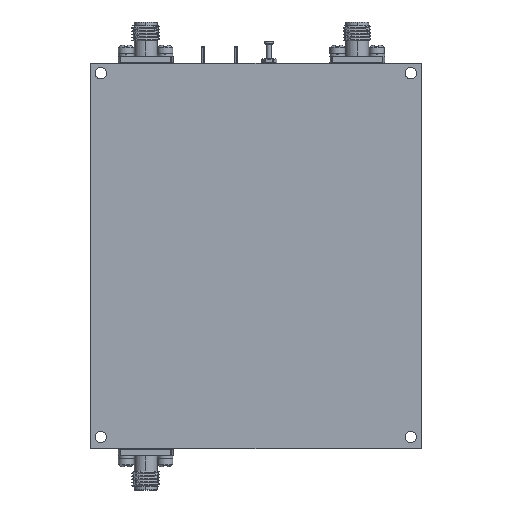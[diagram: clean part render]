
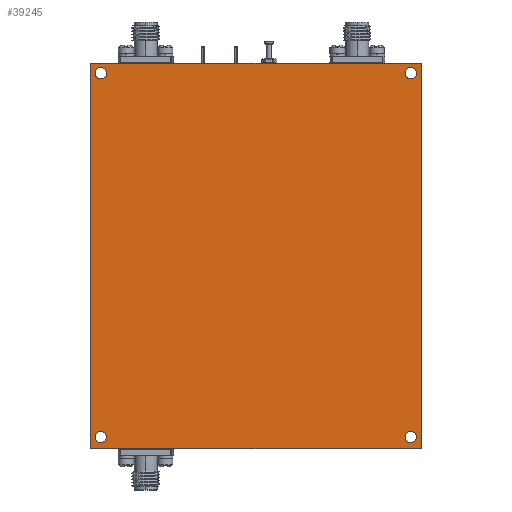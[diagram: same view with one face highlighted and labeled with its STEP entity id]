
A CAD part, front view. The second image highlights one B-rep face of the part: STEP entity #39245.
In plain terms, the highlighted planar face has unit normal (0, -1, 0).
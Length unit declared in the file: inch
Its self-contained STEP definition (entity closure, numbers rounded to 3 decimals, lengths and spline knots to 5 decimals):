
#228 = ORIENTED_EDGE ( 'NONE', *, *, #25679, .T. ) ;
#402 = CARTESIAN_POINT ( 'NONE',  ( -1.4095, 0., -1.5915 ) ) ;
#693 = VECTOR ( 'NONE', #32256, 39.37008 ) ;
#696 = VECTOR ( 'NONE', #58722, 39.37008 ) ;
#1225 = VERTEX_POINT ( 'NONE', #63261 ) ;
#1237 = PLANE ( 'NONE',  #29295 ) ;
#1252 = AXIS2_PLACEMENT_3D ( 'NONE', #52432, #52081, #23968 ) ;
#1577 = FACE_BOUND ( 'NONE', #19491, .T. ) ;
#1763 = CARTESIAN_POINT ( 'NONE',  ( 1.5005, 0., 1.7505 ) ) ;
#3166 = ORIENTED_EDGE ( 'NONE', *, *, #21093, .F. ) ;
#4880 = LINE ( 'NONE', #62185, #693 ) ;
#5158 = EDGE_LOOP ( 'NONE', ( #228, #20033 ) ) ;
#6018 = AXIS2_PLACEMENT_3D ( 'NONE', #65959, #9387, #15286 ) ;
#7513 = DIRECTION ( 'NONE',  ( 0., 0., -1. ) ) ;
#7962 = ORIENTED_EDGE ( 'NONE', *, *, #59204, .F. ) ;
#9382 = VERTEX_POINT ( 'NONE', #40561 ) ;
#9387 = DIRECTION ( 'NONE',  ( 0., 1., 0. ) ) ;
#10292 = CARTESIAN_POINT ( 'NONE',  ( -1.4095, 0., -1.6955 ) ) ;
#10315 = VERTEX_POINT ( 'NONE', #16476 ) ;
#10607 = LINE ( 'NONE', #55002, #34635 ) ;
#11726 = CARTESIAN_POINT ( 'NONE',  ( 1.4065, 0., -1.6435 ) ) ;
#12170 = LINE ( 'NONE', #1763, #696 ) ;
#12919 = CARTESIAN_POINT ( 'NONE',  ( 1.4065, 0., 1.6605 ) ) ;
#13326 = CIRCLE ( 'NONE', #67603, 0.052 ) ;
#14029 = EDGE_CURVE ( 'NONE', #46592, #68297, #4880, .T. ) ;
#14301 = EDGE_CURVE ( 'NONE', #60077, #27947, #69722, .T. ) ;
#15286 = DIRECTION ( 'NONE',  ( 0., 0., 1. ) ) ;
#16165 = DIRECTION ( 'NONE',  ( 0., 1., 0. ) ) ;
#16476 = CARTESIAN_POINT ( 'NONE',  ( 1.4065, 0., -1.5915 ) ) ;
#17122 = ORIENTED_EDGE ( 'NONE', *, *, #66233, .T. ) ;
#18618 = EDGE_LOOP ( 'NONE', ( #17122, #22204 ) ) ;
#18681 = ORIENTED_EDGE ( 'NONE', *, *, #63402, .F. ) ;
#19170 = DIRECTION ( 'NONE',  ( 0., 0., 1. ) ) ;
#19491 = EDGE_LOOP ( 'NONE', ( #47015, #43617 ) ) ;
#19861 = CARTESIAN_POINT ( 'NONE',  ( 1.4065, 0., 1.7125 ) ) ;
#20033 = ORIENTED_EDGE ( 'NONE', *, *, #64590, .T. ) ;
#21093 = EDGE_CURVE ( 'NONE', #40264, #46592, #12170, .T. ) ;
#21751 = VERTEX_POINT ( 'NONE', #62464 ) ;
#22043 = DIRECTION ( 'NONE',  ( 0., 1., 0. ) ) ;
#22204 = ORIENTED_EDGE ( 'NONE', *, *, #36707, .T. ) ;
#22462 = VECTOR ( 'NONE', #47644, 39.37008 ) ;
#22785 = DIRECTION ( 'NONE',  ( 0., 0., 1. ) ) ;
#23176 = CARTESIAN_POINT ( 'NONE',  ( -1.4095, 0., 1.6605 ) ) ;
#23806 = DIRECTION ( 'NONE',  ( 0., -1., 0. ) ) ;
#23968 = DIRECTION ( 'NONE',  ( 0., 0., 1. ) ) ;
#24570 = FACE_BOUND ( 'NONE', #18618, .T. ) ;
#25679 = EDGE_CURVE ( 'NONE', #43809, #10315, #43305, .T. ) ;
#27910 = CARTESIAN_POINT ( 'NONE',  ( 1.4065, 0., -1.6435 ) ) ;
#27947 = VERTEX_POINT ( 'NONE', #402 ) ;
#28398 = CARTESIAN_POINT ( 'NONE',  ( 1.5005, 0., -1.7495 ) ) ;
#28936 = EDGE_CURVE ( 'NONE', #27947, #60077, #65477, .T. ) ;
#29295 = AXIS2_PLACEMENT_3D ( 'NONE', #58174, #23806, #7513 ) ;
#29365 = FACE_BOUND ( 'NONE', #5158, .T. ) ;
#29669 = CIRCLE ( 'NONE', #6018, 0.052 ) ;
#29745 = FACE_BOUND ( 'NONE', #71044, .T. ) ;
#30061 = CARTESIAN_POINT ( 'NONE',  ( 1.4065, 0., -1.6955 ) ) ;
#30129 = ORIENTED_EDGE ( 'NONE', *, *, #14029, .F. ) ;
#31600 = CIRCLE ( 'NONE', #72895, 0.052 ) ;
#32087 = VERTEX_POINT ( 'NONE', #34248 ) ;
#32256 = DIRECTION ( 'NONE',  ( -1., 0., 0. ) ) ;
#34248 = CARTESIAN_POINT ( 'NONE',  ( -1.4095, 0., 1.7125 ) ) ;
#34635 = VECTOR ( 'NONE', #59812, 39.37008 ) ;
#35180 = EDGE_CURVE ( 'NONE', #32087, #21751, #72066, .T. ) ;
#35274 = VERTEX_POINT ( 'NONE', #19861 ) ;
#36707 = EDGE_CURVE ( 'NONE', #35274, #1225, #29669, .T. ) ;
#38682 = DIRECTION ( 'NONE',  ( 0., 0., 1. ) ) ;
#39245 = ADVANCED_FACE ( 'NONE', ( #24570, #29745, #46709, #29365, #1577 ), #1237, .T. ) ;
#40264 = VERTEX_POINT ( 'NONE', #61636 ) ;
#40561 = CARTESIAN_POINT ( 'NONE',  ( -1.4995, 0., 1.7505 ) ) ;
#42427 = DIRECTION ( 'NONE',  ( 0., 1., 0. ) ) ;
#42764 = EDGE_LOOP ( 'NONE', ( #3166, #18681, #7962, #30129 ) ) ;
#43305 = CIRCLE ( 'NONE', #48024, 0.052 ) ;
#43617 = ORIENTED_EDGE ( 'NONE', *, *, #35180, .T. ) ;
#43809 = VERTEX_POINT ( 'NONE', #30061 ) ;
#46592 = VERTEX_POINT ( 'NONE', #28398 ) ;
#46709 = FACE_OUTER_BOUND ( 'NONE', #42764, .T. ) ;
#47015 = ORIENTED_EDGE ( 'NONE', *, *, #62881, .T. ) ;
#47644 = DIRECTION ( 'NONE',  ( 0., 0., 1. ) ) ;
#48024 = AXIS2_PLACEMENT_3D ( 'NONE', #11726, #16165, #55716 ) ;
#48867 = CARTESIAN_POINT ( 'NONE',  ( -1.4995, 0., -1.7495 ) ) ;
#52081 = DIRECTION ( 'NONE',  ( 0., 1., 0. ) ) ;
#52432 = CARTESIAN_POINT ( 'NONE',  ( -1.4095, 0., -1.6435 ) ) ;
#55002 = CARTESIAN_POINT ( 'NONE',  ( -1.4995, 0., 1.7505 ) ) ;
#55716 = DIRECTION ( 'NONE',  ( 0., 0., 1. ) ) ;
#55980 = DIRECTION ( 'NONE',  ( 0., 1., 0. ) ) ;
#57063 = ORIENTED_EDGE ( 'NONE', *, *, #28936, .T. ) ;
#57108 = DIRECTION ( 'NONE',  ( 0., 0., 1. ) ) ;
#58174 = CARTESIAN_POINT ( 'NONE',  ( 0.0005, 0., 0.0005 ) ) ;
#58326 = CARTESIAN_POINT ( 'NONE',  ( -1.4095, 0., -1.6435 ) ) ;
#58722 = DIRECTION ( 'NONE',  ( 0., 0., -1. ) ) ;
#59204 = EDGE_CURVE ( 'NONE', #68297, #9382, #69860, .T. ) ;
#59550 = AXIS2_PLACEMENT_3D ( 'NONE', #58326, #22043, #38682 ) ;
#59812 = DIRECTION ( 'NONE',  ( 1., 0., 0. ) ) ;
#59851 = DIRECTION ( 'NONE',  ( 0., 1., 0. ) ) ;
#60077 = VERTEX_POINT ( 'NONE', #10292 ) ;
#61452 = AXIS2_PLACEMENT_3D ( 'NONE', #72759, #59851, #72373 ) ;
#61636 = CARTESIAN_POINT ( 'NONE',  ( 1.5005, 0., 1.7505 ) ) ;
#62185 = CARTESIAN_POINT ( 'NONE',  ( -1.4995, 0., -1.7495 ) ) ;
#62464 = CARTESIAN_POINT ( 'NONE',  ( -1.4095, 0., 1.6085 ) ) ;
#62881 = EDGE_CURVE ( 'NONE', #21751, #32087, #13326, .T. ) ;
#63099 = DIRECTION ( 'NONE',  ( 0., 1., 0. ) ) ;
#63211 = AXIS2_PLACEMENT_3D ( 'NONE', #27910, #55980, #57108 ) ;
#63261 = CARTESIAN_POINT ( 'NONE',  ( 1.4065, 0., 1.6085 ) ) ;
#63402 = EDGE_CURVE ( 'NONE', #9382, #40264, #10607, .T. ) ;
#64320 = CARTESIAN_POINT ( 'NONE',  ( -1.4995, 0., 1.7505 ) ) ;
#64590 = EDGE_CURVE ( 'NONE', #10315, #43809, #71394, .T. ) ;
#65477 = CIRCLE ( 'NONE', #59550, 0.052 ) ;
#65959 = CARTESIAN_POINT ( 'NONE',  ( 1.4065, 0., 1.6605 ) ) ;
#66233 = EDGE_CURVE ( 'NONE', #1225, #35274, #31600, .T. ) ;
#67603 = AXIS2_PLACEMENT_3D ( 'NONE', #23176, #63099, #22785 ) ;
#68297 = VERTEX_POINT ( 'NONE', #48867 ) ;
#69722 = CIRCLE ( 'NONE', #1252, 0.052 ) ;
#69860 = LINE ( 'NONE', #64320, #22462 ) ;
#70875 = ORIENTED_EDGE ( 'NONE', *, *, #14301, .T. ) ;
#71044 = EDGE_LOOP ( 'NONE', ( #70875, #57063 ) ) ;
#71394 = CIRCLE ( 'NONE', #63211, 0.052 ) ;
#72066 = CIRCLE ( 'NONE', #61452, 0.052 ) ;
#72373 = DIRECTION ( 'NONE',  ( 0., 0., 1. ) ) ;
#72759 = CARTESIAN_POINT ( 'NONE',  ( -1.4095, 0., 1.6605 ) ) ;
#72895 = AXIS2_PLACEMENT_3D ( 'NONE', #12919, #42427, #19170 ) ;
